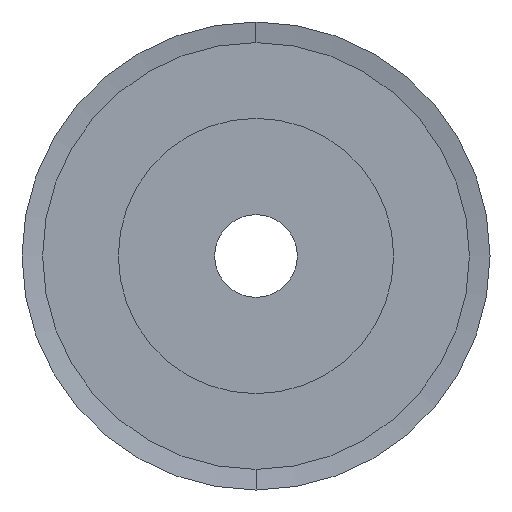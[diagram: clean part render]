
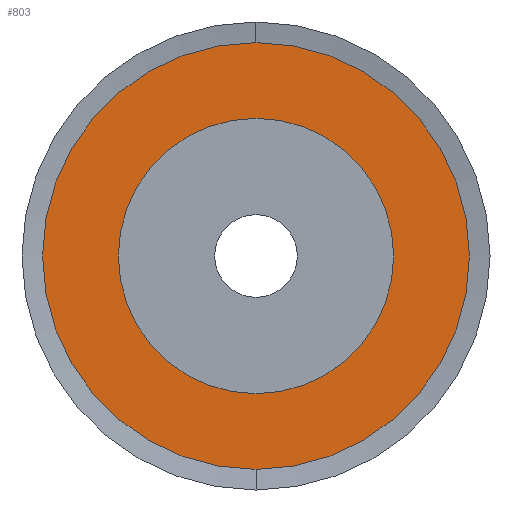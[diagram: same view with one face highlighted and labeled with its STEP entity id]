
A CAD part, left-side view. The second image highlights one B-rep face of the part: STEP entity #803.
In plain terms, the highlighted planar face has unit normal (-1, 0, 0).
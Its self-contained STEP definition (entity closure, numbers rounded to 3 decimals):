
#803=ADVANCED_FACE('',(#1609,#1610),#1611,.T.);
#1609=FACE_OUTER_BOUND('',#2415,.T.);
#1610=FACE_BOUND('',#2416,.T.);
#1611=PLANE('',#2417);
#2415=EDGE_LOOP('',(#4973,#4974));
#2416=EDGE_LOOP('',(#4975,#4976));
#2417=AXIS2_PLACEMENT_3D('',#4977,#4978,#4979);
#4973=ORIENTED_EDGE('',*,*,#6048,.F.);
#4974=ORIENTED_EDGE('',*,*,#5048,.F.);
#4975=ORIENTED_EDGE('',*,*,#6049,.F.);
#4976=ORIENTED_EDGE('',*,*,#5038,.F.);
#4977=CARTESIAN_POINT('',(-7.25,0.0,-12.75));
#4978=DIRECTION('',(-1.0,0.0,0.0));
#4979=DIRECTION('',(0.0,0.0,1.0));
#5038=EDGE_CURVE('',#6075,#6071,#6077,.T.);
#5048=EDGE_CURVE('',#6091,#6088,#6093,.T.);
#6048=EDGE_CURVE('',#6088,#6091,#7587,.T.);
#6049=EDGE_CURVE('',#6071,#6075,#7588,.T.);
#6071=VERTEX_POINT('',#7612);
#6075=VERTEX_POINT('',#7617);
#6077=CIRCLE('',#7620,10.0);
#6088=VERTEX_POINT('',#7633);
#6091=VERTEX_POINT('',#7637);
#6093=CIRCLE('',#7640,15.5);
#7587=CIRCLE('',#9504,15.5);
#7588=CIRCLE('',#9505,10.0);
#7612=CARTESIAN_POINT('',(-7.25,0.0,-10.0));
#7617=CARTESIAN_POINT('',(-7.25,0.,10.0));
#7620=AXIS2_PLACEMENT_3D('',#9529,#9530,#9531);
#7633=CARTESIAN_POINT('',(-7.25,0.0,-15.5));
#7637=CARTESIAN_POINT('',(-7.25,0.,15.5));
#7640=AXIS2_PLACEMENT_3D('',#9545,#9546,#9547);
#9504=AXIS2_PLACEMENT_3D('',#11043,#11044,#11045);
#9505=AXIS2_PLACEMENT_3D('',#11046,#11047,#11048);
#9529=CARTESIAN_POINT('',(-7.25,0.0,0.0));
#9530=DIRECTION('',(-1.0,0.0,0.0));
#9531=DIRECTION('',(0.0,0.0,-1.0));
#9545=CARTESIAN_POINT('',(-7.25,0.0,0.0));
#9546=DIRECTION('',(1.0,0.0,0.0));
#9547=DIRECTION('',(0.0,0.0,-1.0));
#11043=CARTESIAN_POINT('',(-7.25,0.0,0.0));
#11044=DIRECTION('',(1.0,0.0,0.0));
#11045=DIRECTION('',(0.0,0.0,-1.0));
#11046=CARTESIAN_POINT('',(-7.25,0.0,0.0));
#11047=DIRECTION('',(-1.0,0.0,0.0));
#11048=DIRECTION('',(0.0,0.0,-1.0));
